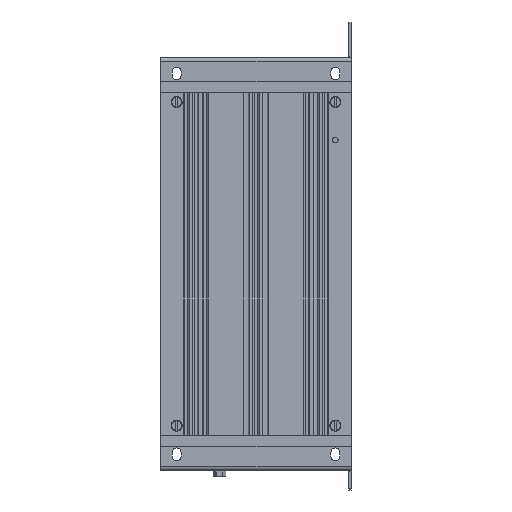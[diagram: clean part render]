
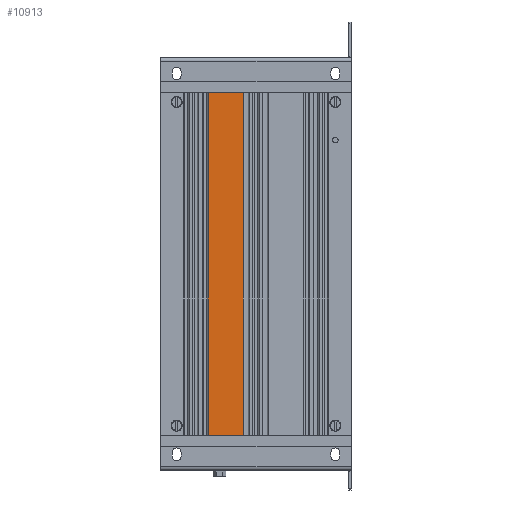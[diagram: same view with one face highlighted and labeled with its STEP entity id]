
A CAD part, front view. The second image highlights one B-rep face of the part: STEP entity #10913.
In plain terms, the highlighted planar face has unit normal (0, 1, 0).
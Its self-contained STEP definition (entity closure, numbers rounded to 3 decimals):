
#118 = PLANE ( 'NONE',  #11078 ) ;
#894 = LINE ( 'NONE', #21536, #21935 ) ;
#1751 = LINE ( 'NONE', #7873, #4773 ) ;
#2969 = DIRECTION ( 'NONE',  ( 1., 0., 0. ) ) ;
#3575 = CARTESIAN_POINT ( 'NONE',  ( -8., 5.003, -238. ) ) ;
#4773 = VECTOR ( 'NONE', #16294, 1000. ) ;
#4862 = CARTESIAN_POINT ( 'NONE',  ( -60., 5.003, -22. ) ) ;
#6657 = ORIENTED_EDGE ( 'NONE', *, *, #20735, .T. ) ;
#7198 = DIRECTION ( 'NONE',  ( 0., 0., 1. ) ) ;
#7459 = ORIENTED_EDGE ( 'NONE', *, *, #23907, .F. ) ;
#7873 = CARTESIAN_POINT ( 'NONE',  ( 60., 5.003, -238. ) ) ;
#8039 = VECTOR ( 'NONE', #2969, 1000. ) ;
#9785 = EDGE_CURVE ( 'NONE', #27175, #25533, #10052, .T. ) ;
#10052 = LINE ( 'NONE', #11955, #19263 ) ;
#10806 = CARTESIAN_POINT ( 'NONE',  ( -30., 5.003, -22. ) ) ;
#10913 = ADVANCED_FACE ( 'NONE', ( #10962 ), #118, .T. ) ;
#10962 = FACE_OUTER_BOUND ( 'NONE', #12325, .T. ) ;
#11058 = VERTEX_POINT ( 'NONE', #18367 ) ;
#11078 = AXIS2_PLACEMENT_3D ( 'NONE', #4862, #23791, #7198 ) ;
#11955 = CARTESIAN_POINT ( 'NONE',  ( -30., 5.003, -22. ) ) ;
#12325 = EDGE_LOOP ( 'NONE', ( #19154, #7459, #12511, #6657 ) ) ;
#12511 = ORIENTED_EDGE ( 'NONE', *, *, #9785, .T. ) ;
#16294 = DIRECTION ( 'NONE',  ( 1., 0., 0. ) ) ;
#17779 = DIRECTION ( 'NONE',  ( 0., 0., 1. ) ) ;
#17892 = CARTESIAN_POINT ( 'NONE',  ( 60., 5.003, -22. ) ) ;
#18367 = CARTESIAN_POINT ( 'NONE',  ( -8., 5.003, -22. ) ) ;
#18557 = DIRECTION ( 'NONE',  ( 0., 0., 1. ) ) ;
#18811 = CARTESIAN_POINT ( 'NONE',  ( -30., 5.003, -238. ) ) ;
#19154 = ORIENTED_EDGE ( 'NONE', *, *, #24088, .F. ) ;
#19263 = VECTOR ( 'NONE', #18557, 1000. ) ;
#20735 = EDGE_CURVE ( 'NONE', #25533, #11058, #23861, .T. ) ;
#21536 = CARTESIAN_POINT ( 'NONE',  ( -8., 5.003, -22. ) ) ;
#21935 = VECTOR ( 'NONE', #17779, 1000. ) ;
#23791 = DIRECTION ( 'NONE',  ( 0., 1., 0. ) ) ;
#23861 = LINE ( 'NONE', #17892, #8039 ) ;
#23889 = VERTEX_POINT ( 'NONE', #3575 ) ;
#23907 = EDGE_CURVE ( 'NONE', #27175, #23889, #1751, .T. ) ;
#24088 = EDGE_CURVE ( 'NONE', #23889, #11058, #894, .T. ) ;
#25533 = VERTEX_POINT ( 'NONE', #10806 ) ;
#27175 = VERTEX_POINT ( 'NONE', #18811 ) ;
